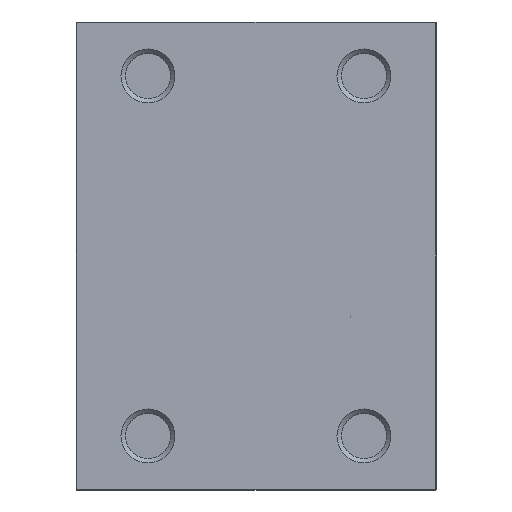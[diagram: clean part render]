
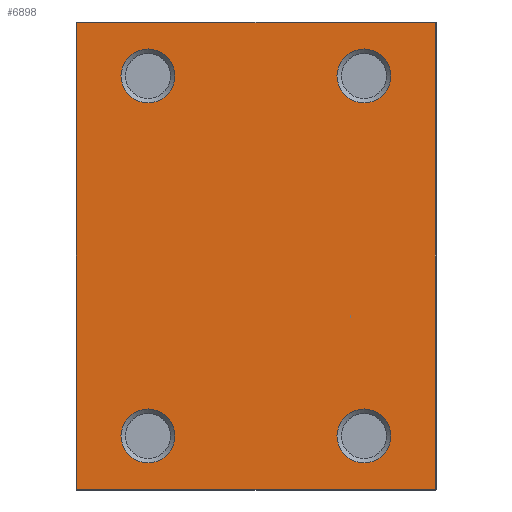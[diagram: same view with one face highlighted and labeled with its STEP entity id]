
A CAD part, front view. The second image highlights one B-rep face of the part: STEP entity #6898.
In plain terms, the highlighted planar face has unit normal (0, -1, 0).
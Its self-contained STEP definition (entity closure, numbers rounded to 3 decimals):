
#46=CIRCLE('',#7154,3.);
#47=CIRCLE('',#7155,3.);
#48=CIRCLE('',#7156,3.);
#49=CIRCLE('',#7157,3.);
#109=FACE_BOUND('',#1360,.T.);
#110=FACE_BOUND('',#1361,.T.);
#111=FACE_BOUND('',#1362,.T.);
#112=FACE_BOUND('',#1363,.T.);
#933=FACE_OUTER_BOUND('',#1359,.T.);
#1359=EDGE_LOOP('',(#6214,#6215,#6216,#6217));
#1360=EDGE_LOOP('',(#6218));
#1361=EDGE_LOOP('',(#6219));
#1362=EDGE_LOOP('',(#6220));
#1363=EDGE_LOOP('',(#6221));
#1996=LINE('',#12282,#2646);
#2012=LINE('',#12311,#2662);
#2013=LINE('',#12313,#2663);
#2016=LINE('',#12318,#2666);
#2646=VECTOR('',#8168,10.);
#2662=VECTOR('',#8200,10.);
#2663=VECTOR('',#8203,10.);
#2666=VECTOR('',#8210,10.);
#3290=VERTEX_POINT('',#12222);
#3298=VERTEX_POINT('',#12242);
#3302=VERTEX_POINT('',#12251);
#3308=VERTEX_POINT('',#12276);
#3322=VERTEX_POINT('',#12353);
#3323=VERTEX_POINT('',#12355);
#3324=VERTEX_POINT('',#12357);
#3325=VERTEX_POINT('',#12359);
#4257=EDGE_CURVE('',#3308,#3302,#1996,.T.);
#4273=EDGE_CURVE('',#3298,#3308,#2012,.T.);
#4274=EDGE_CURVE('',#3302,#3290,#2013,.T.);
#4277=EDGE_CURVE('',#3290,#3298,#2016,.T.);
#4295=EDGE_CURVE('',#3322,#3322,#46,.T.);
#4296=EDGE_CURVE('',#3323,#3323,#47,.T.);
#4297=EDGE_CURVE('',#3324,#3324,#48,.T.);
#4298=EDGE_CURVE('',#3325,#3325,#49,.T.);
#6214=ORIENTED_EDGE('',*,*,#4257,.F.);
#6215=ORIENTED_EDGE('',*,*,#4273,.F.);
#6216=ORIENTED_EDGE('',*,*,#4277,.F.);
#6217=ORIENTED_EDGE('',*,*,#4274,.F.);
#6218=ORIENTED_EDGE('',*,*,#4295,.F.);
#6219=ORIENTED_EDGE('',*,*,#4296,.F.);
#6220=ORIENTED_EDGE('',*,*,#4297,.F.);
#6221=ORIENTED_EDGE('',*,*,#4298,.F.);
#6532=PLANE('',#7153);
#6898=ADVANCED_FACE('',(#933,#109,#110,#111,#112),#6532,.T.);
#7153=AXIS2_PLACEMENT_3D('',#12352,#8253,#8254);
#7154=AXIS2_PLACEMENT_3D('',#12354,#8255,#8256);
#7155=AXIS2_PLACEMENT_3D('',#12356,#8257,#8258);
#7156=AXIS2_PLACEMENT_3D('',#12358,#8259,#8260);
#7157=AXIS2_PLACEMENT_3D('',#12360,#8261,#8262);
#8168=DIRECTION('',(1.,0.,0.));
#8200=DIRECTION('',(0.,0.,1.));
#8203=DIRECTION('',(0.,0.,-1.));
#8210=DIRECTION('',(-1.,0.,0.));
#8253=DIRECTION('center_axis',(0.,-1.,0.));
#8254=DIRECTION('ref_axis',(0.,0.,-1.));
#8255=DIRECTION('center_axis',(0.,-1.,0.));
#8256=DIRECTION('ref_axis',(-1.,0.,0.));
#8257=DIRECTION('center_axis',(0.,-1.,0.));
#8258=DIRECTION('ref_axis',(-1.,0.,0.));
#8259=DIRECTION('center_axis',(0.,-1.,0.));
#8260=DIRECTION('ref_axis',(-1.,0.,0.));
#8261=DIRECTION('center_axis',(0.,-1.,0.));
#8262=DIRECTION('ref_axis',(-1.,0.,0.));
#12222=CARTESIAN_POINT('',(19.9,0.,-25.9));
#12242=CARTESIAN_POINT('',(-19.9,0.,-25.9));
#12251=CARTESIAN_POINT('',(19.9,0.,25.9));
#12276=CARTESIAN_POINT('',(-19.9,0.,25.9));
#12282=CARTESIAN_POINT('',(-10.,0.,25.9));
#12311=CARTESIAN_POINT('',(-19.9,0.,-13.));
#12313=CARTESIAN_POINT('',(19.9,0.,13.));
#12318=CARTESIAN_POINT('',(10.,0.,-25.9));
#12352=CARTESIAN_POINT('Origin',(0.,0.,0.));
#12353=CARTESIAN_POINT('',(-9.,0.,-20.));
#12354=CARTESIAN_POINT('Origin',(-12.,0.,-20.));
#12355=CARTESIAN_POINT('',(15.,0.,-20.));
#12356=CARTESIAN_POINT('Origin',(12.,0.,-20.));
#12357=CARTESIAN_POINT('',(15.,0.,20.));
#12358=CARTESIAN_POINT('Origin',(12.,0.,20.));
#12359=CARTESIAN_POINT('',(-9.,0.,20.));
#12360=CARTESIAN_POINT('Origin',(-12.,0.,20.));
